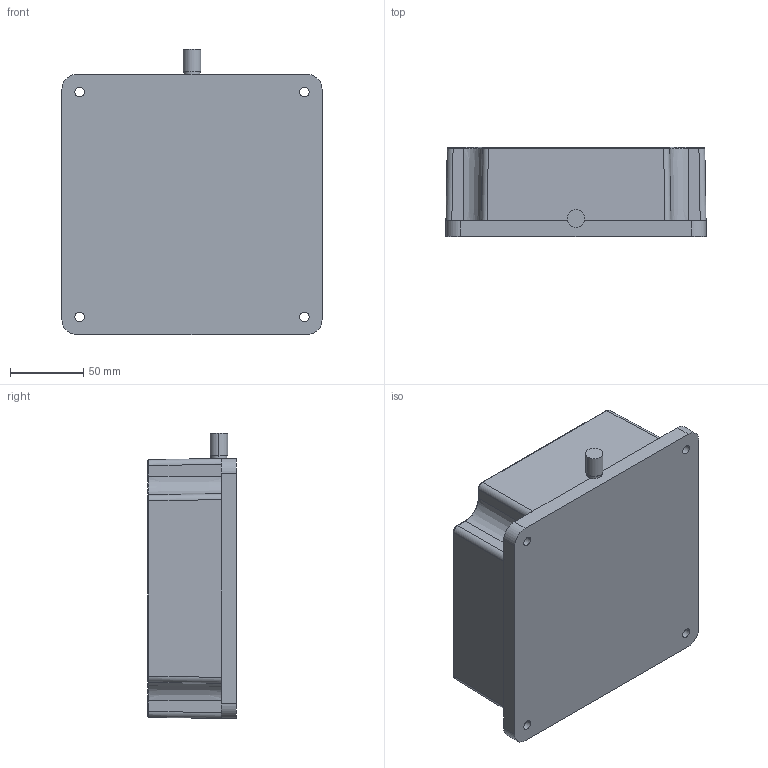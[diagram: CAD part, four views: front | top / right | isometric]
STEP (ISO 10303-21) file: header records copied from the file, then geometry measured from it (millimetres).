
FILE_DESCRIPTION((''),'2;1');
FILE_NAME('F23_D000062A','2006-01-03T',('Pepperl+Fuchs'),('Industriehansa'),'PRO/ENGINEER BY PARAMETRIC TECHNOLOGY CORPORATION, 2005290','PRO/ENGINEER BY PARAMETRIC TECHNOLOGY CORPORATION, 2005290','');
FILE_SCHEMA(('AUTOMOTIVE_DESIGN_CC2 { 1 2 10303 214 -1 1 5 2 }'));
Length unit declared in the file: millimetre
Products named in the file (1): F23_D000062A
Bounding box: 177 x 60.5 x 194 mm (x, y, z)
Volume: 1769566.1 mm3; surface area: 103611.6 mm2
Topology: 1 solids, 1 shells, 76 faces, 244 edges, 184 vertices
Faces by surface type: cylinder 36, plane 24, bspline 8, torus 4, cone 4
Entity records: 3975 total; most frequent: CARTESIAN_POINT 951, DIRECTION 438, ORIENTED_EDGE 374, PRESENTATION_STYLE_ASSIGNMENT 264, STYLED_ITEM 258, CURVE_STYLE 251, EDGE_CURVE 187, AXIS2_PLACEMENT_3D 152
